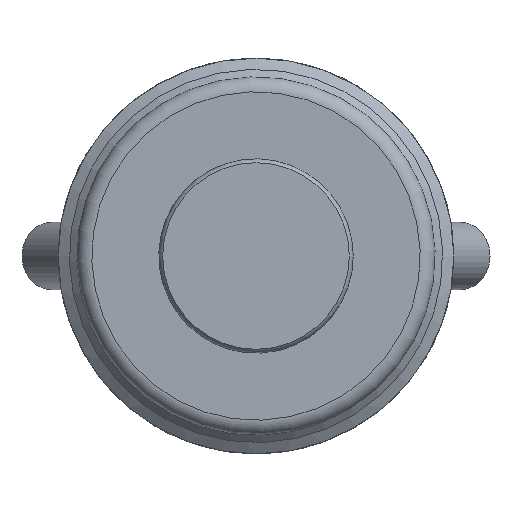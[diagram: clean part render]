
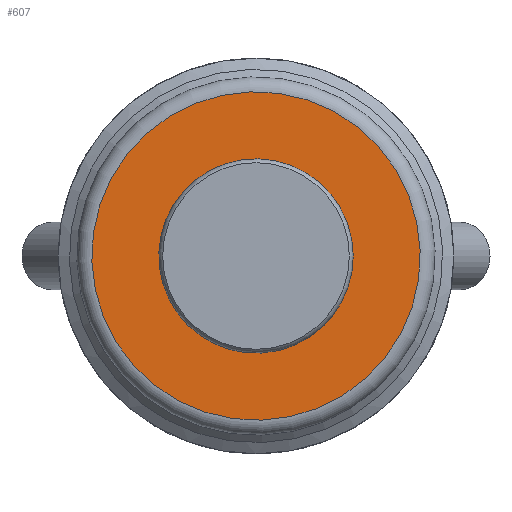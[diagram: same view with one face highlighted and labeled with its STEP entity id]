
A CAD part, front view. The second image highlights one B-rep face of the part: STEP entity #607.
In plain terms, the highlighted planar face has unit normal (0, -1, 0).
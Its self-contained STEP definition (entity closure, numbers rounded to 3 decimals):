
#33=FACE_BOUND('',#199,.T.);
#49=PLANE('',#716);
#157=FACE_OUTER_BOUND('',#198,.T.);
#198=EDGE_LOOP('',(#521));
#199=EDGE_LOOP('',(#522));
#207=CIRCLE('',#642,12.5);
#233=CIRCLE('',#702,22.);
#246=VERTEX_POINT('',#936);
#285=VERTEX_POINT('',#1058);
#299=EDGE_CURVE('',#246,#246,#207,.T.);
#358=EDGE_CURVE('',#285,#285,#233,.T.);
#521=ORIENTED_EDGE('',*,*,#358,.F.);
#522=ORIENTED_EDGE('',*,*,#299,.F.);
#607=ADVANCED_FACE('',(#157,#33),#49,.T.);
#642=AXIS2_PLACEMENT_3D('',#937,#739,#740);
#702=AXIS2_PLACEMENT_3D('',#1060,#883,#884);
#716=AXIS2_PLACEMENT_3D('',#1084,#915,#916);
#739=DIRECTION('center_axis',(0.,-1.,0.));
#740=DIRECTION('ref_axis',(-1.,0.,0.));
#883=DIRECTION('center_axis',(0.,1.,0.));
#884=DIRECTION('ref_axis',(-0.999,0.,-0.033));
#915=DIRECTION('center_axis',(0.,-1.,0.));
#916=DIRECTION('ref_axis',(0.033,0.,-0.999));
#936=CARTESIAN_POINT('',(12.5,41.,0.));
#937=CARTESIAN_POINT('Origin',(0.,41.,0.));
#1058=CARTESIAN_POINT('',(0.719,41.,-21.988));
#1060=CARTESIAN_POINT('Origin',(0.,41.,0.));
#1084=CARTESIAN_POINT('Origin',(-21.489,41.,-0.702));
